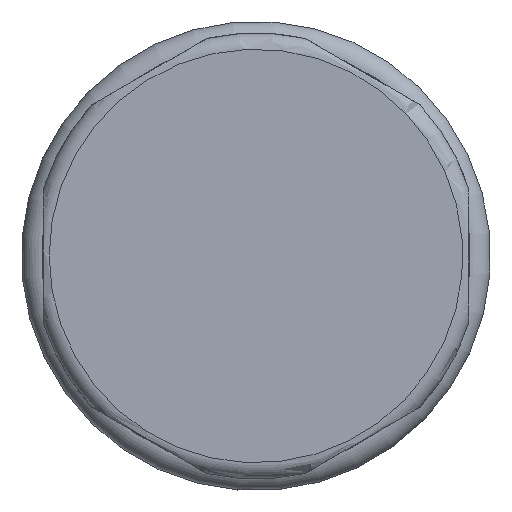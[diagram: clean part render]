
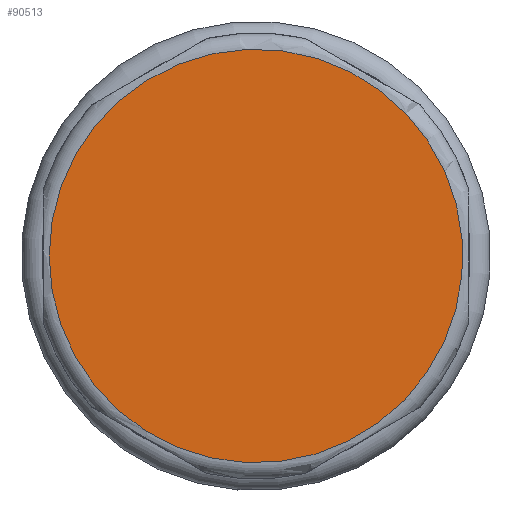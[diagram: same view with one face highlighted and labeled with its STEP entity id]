
A CAD part, left-side view. The second image highlights one B-rep face of the part: STEP entity #90513.
In plain terms, the highlighted planar face has unit normal (-1, 0, 0).
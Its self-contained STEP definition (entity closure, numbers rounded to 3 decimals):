
#90420=CARTESIAN_POINT('',(0.0,10.2,0.0));
#90421=VERTEX_POINT('',#90420);
#90422=CARTESIAN_POINT('',(0.0,0.0,0.0));
#90423=DIRECTION('',(1.0,0.0,0.0));
#90424=DIRECTION('',(0.0,-1.0,0.0));
#90425=AXIS2_PLACEMENT_3D('',#90422,#90423,#90424);
#90426=CIRCLE('',#90425,10.2);
#90427=EDGE_CURVE('',#90421,#90421,#90426,.T.);
#90505=CARTESIAN_POINT('',(0.,8.575,0.0));
#90506=DIRECTION('',(-1.0,0.0,0.0));
#90507=DIRECTION('',(0.0,0.0,1.0));
#90508=AXIS2_PLACEMENT_3D('',#90505,#90506,#90507);
#90509=PLANE('',#90508);
#90510=ORIENTED_EDGE('',*,*,#90427,.F.);
#90511=EDGE_LOOP('',(#90510));
#90512=FACE_OUTER_BOUND('',#90511,.T.);
#90513=ADVANCED_FACE('',(#90512),#90509,.T.);
